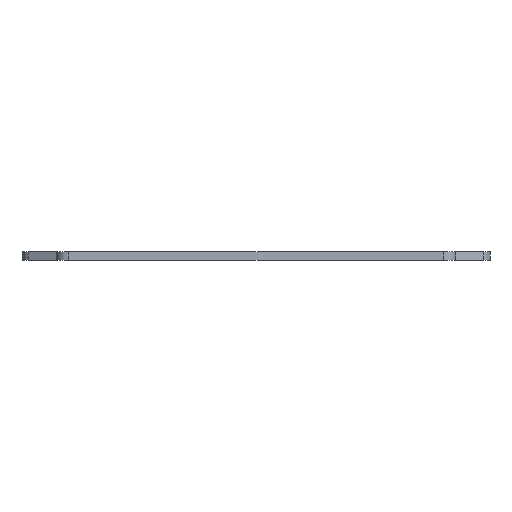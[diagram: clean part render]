
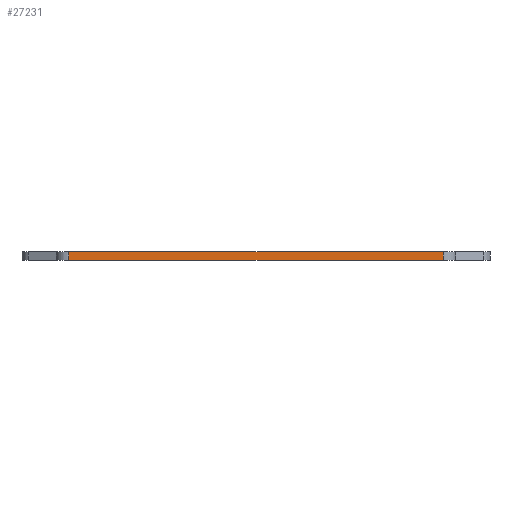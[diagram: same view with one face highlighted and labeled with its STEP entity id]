
A CAD part, left-side view. The second image highlights one B-rep face of the part: STEP entity #27231.
In plain terms, the highlighted planar face has unit normal (-1, 0, 0).
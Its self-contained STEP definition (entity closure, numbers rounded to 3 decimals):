
#83 = PLANE('',#84);
#84 = AXIS2_PLACEMENT_3D('',#85,#86,#87);
#85 = CARTESIAN_POINT('',(272.655,-78.581,1.6));
#86 = DIRECTION('',(-0.,-0.,-1.));
#87 = DIRECTION('',(-1.,0.,0.));
#137 = PLANE('',#138);
#138 = AXIS2_PLACEMENT_3D('',#139,#140,#141);
#139 = CARTESIAN_POINT('',(272.655,-78.581,0.));
#140 = DIRECTION('',(-0.,-0.,-1.));
#141 = DIRECTION('',(-1.,0.,0.));
#719 = VERTEX_POINT('',#720);
#720 = CARTESIAN_POINT('',(146.45,-114.3,0.));
#739 = CYLINDRICAL_SURFACE('',#740,2.38);
#740 = AXIS2_PLACEMENT_3D('',#741,#742,#743);
#741 = CARTESIAN_POINT('',(148.83,-114.3,0.));
#742 = DIRECTION('',(-0.,-0.,-1.));
#743 = DIRECTION('',(1.,0.,-0.));
#751 = EDGE_CURVE('',#719,#752,#754,.T.);
#752 = VERTEX_POINT('',#753);
#753 = CARTESIAN_POINT('',(146.449,-42.863,0.));
#754 = SURFACE_CURVE('',#755,(#759,#766),.PCURVE_S1.);
#755 = LINE('',#756,#757);
#756 = CARTESIAN_POINT('',(146.45,-114.3,0.));
#757 = VECTOR('',#758,1.);
#758 = DIRECTION('',(0.,1.,0.));
#759 = PCURVE('',#137,#760);
#760 = DEFINITIONAL_REPRESENTATION('',(#761),#765);
#761 = LINE('',#762,#763);
#762 = CARTESIAN_POINT('',(126.205,-35.719));
#763 = VECTOR('',#764,1.);
#764 = DIRECTION('',(0.,1.));
#765 = ( GEOMETRIC_REPRESENTATION_CONTEXT(2) 
PARAMETRIC_REPRESENTATION_CONTEXT() REPRESENTATION_CONTEXT('2D SPACE',''
  ) );
#766 = PCURVE('',#767,#772);
#767 = PLANE('',#768);
#768 = AXIS2_PLACEMENT_3D('',#769,#770,#771);
#769 = CARTESIAN_POINT('',(146.45,-114.3,0.));
#770 = DIRECTION('',(-1.,0.,0.));
#771 = DIRECTION('',(0.,1.,0.));
#772 = DEFINITIONAL_REPRESENTATION('',(#773),#777);
#773 = LINE('',#774,#775);
#774 = CARTESIAN_POINT('',(0.,0.));
#775 = VECTOR('',#776,1.);
#776 = DIRECTION('',(1.,0.));
#777 = ( GEOMETRIC_REPRESENTATION_CONTEXT(2) 
PARAMETRIC_REPRESENTATION_CONTEXT() REPRESENTATION_CONTEXT('2D SPACE',''
  ) );
#800 = CYLINDRICAL_SURFACE('',#801,2.381);
#801 = AXIS2_PLACEMENT_3D('',#802,#803,#804);
#802 = CARTESIAN_POINT('',(148.83,-42.863,0.));
#803 = DIRECTION('',(-0.,-0.,-1.));
#804 = DIRECTION('',(1.,0.,-0.));
#14846 = VERTEX_POINT('',#14847);
#14847 = CARTESIAN_POINT('',(146.45,-114.3,1.6));
#14873 = EDGE_CURVE('',#14846,#14874,#14876,.T.);
#14874 = VERTEX_POINT('',#14875);
#14875 = CARTESIAN_POINT('',(146.449,-42.863,1.6));
#14876 = SURFACE_CURVE('',#14877,(#14881,#14888),.PCURVE_S1.);
#14877 = LINE('',#14878,#14879);
#14878 = CARTESIAN_POINT('',(146.45,-114.3,1.6));
#14879 = VECTOR('',#14880,1.);
#14880 = DIRECTION('',(0.,1.,0.));
#14881 = PCURVE('',#83,#14882);
#14882 = DEFINITIONAL_REPRESENTATION('',(#14883),#14887);
#14883 = LINE('',#14884,#14885);
#14884 = CARTESIAN_POINT('',(126.205,-35.719));
#14885 = VECTOR('',#14886,1.);
#14886 = DIRECTION('',(0.,1.));
#14887 = ( GEOMETRIC_REPRESENTATION_CONTEXT(2) 
PARAMETRIC_REPRESENTATION_CONTEXT() REPRESENTATION_CONTEXT('2D SPACE',''
  ) );
#14888 = PCURVE('',#767,#14889);
#14889 = DEFINITIONAL_REPRESENTATION('',(#14890),#14894);
#14890 = LINE('',#14891,#14892);
#14891 = CARTESIAN_POINT('',(0.,-1.6));
#14892 = VECTOR('',#14893,1.);
#14893 = DIRECTION('',(1.,0.));
#14894 = ( GEOMETRIC_REPRESENTATION_CONTEXT(2) 
PARAMETRIC_REPRESENTATION_CONTEXT() REPRESENTATION_CONTEXT('2D SPACE',''
  ) );
#27181 = EDGE_CURVE('',#719,#14846,#27182,.T.);
#27182 = SURFACE_CURVE('',#27183,(#27187,#27194),.PCURVE_S1.);
#27183 = LINE('',#27184,#27185);
#27184 = CARTESIAN_POINT('',(146.45,-114.3,0.));
#27185 = VECTOR('',#27186,1.);
#27186 = DIRECTION('',(0.,0.,1.));
#27187 = PCURVE('',#739,#27188);
#27188 = DEFINITIONAL_REPRESENTATION('',(#27189),#27193);
#27189 = LINE('',#27190,#27191);
#27190 = CARTESIAN_POINT('',(-3.142,0.));
#27191 = VECTOR('',#27192,1.);
#27192 = DIRECTION('',(-0.,-1.));
#27193 = ( GEOMETRIC_REPRESENTATION_CONTEXT(2) 
PARAMETRIC_REPRESENTATION_CONTEXT() REPRESENTATION_CONTEXT('2D SPACE',''
  ) );
#27194 = PCURVE('',#767,#27195);
#27195 = DEFINITIONAL_REPRESENTATION('',(#27196),#27200);
#27196 = LINE('',#27197,#27198);
#27197 = CARTESIAN_POINT('',(0.,0.));
#27198 = VECTOR('',#27199,1.);
#27199 = DIRECTION('',(0.,-1.));
#27200 = ( GEOMETRIC_REPRESENTATION_CONTEXT(2) 
PARAMETRIC_REPRESENTATION_CONTEXT() REPRESENTATION_CONTEXT('2D SPACE',''
  ) );
#27231 = ADVANCED_FACE('',(#27232),#767,.T.);
#27232 = FACE_BOUND('',#27233,.T.);
#27233 = EDGE_LOOP('',(#27234,#27235,#27236,#27257));
#27234 = ORIENTED_EDGE('',*,*,#27181,.T.);
#27235 = ORIENTED_EDGE('',*,*,#14873,.T.);
#27236 = ORIENTED_EDGE('',*,*,#27237,.F.);
#27237 = EDGE_CURVE('',#752,#14874,#27238,.T.);
#27238 = SURFACE_CURVE('',#27239,(#27243,#27250),.PCURVE_S1.);
#27239 = LINE('',#27240,#27241);
#27240 = CARTESIAN_POINT('',(146.449,-42.863,0.));
#27241 = VECTOR('',#27242,1.);
#27242 = DIRECTION('',(0.,0.,1.));
#27243 = PCURVE('',#767,#27244);
#27244 = DEFINITIONAL_REPRESENTATION('',(#27245),#27249);
#27245 = LINE('',#27246,#27247);
#27246 = CARTESIAN_POINT('',(71.437,0.));
#27247 = VECTOR('',#27248,1.);
#27248 = DIRECTION('',(0.,-1.));
#27249 = ( GEOMETRIC_REPRESENTATION_CONTEXT(2) 
PARAMETRIC_REPRESENTATION_CONTEXT() REPRESENTATION_CONTEXT('2D SPACE',''
  ) );
#27250 = PCURVE('',#800,#27251);
#27251 = DEFINITIONAL_REPRESENTATION('',(#27252),#27256);
#27252 = LINE('',#27253,#27254);
#27253 = CARTESIAN_POINT('',(-3.142,0.));
#27254 = VECTOR('',#27255,1.);
#27255 = DIRECTION('',(-0.,-1.));
#27256 = ( GEOMETRIC_REPRESENTATION_CONTEXT(2) 
PARAMETRIC_REPRESENTATION_CONTEXT() REPRESENTATION_CONTEXT('2D SPACE',''
  ) );
#27257 = ORIENTED_EDGE('',*,*,#751,.F.);
